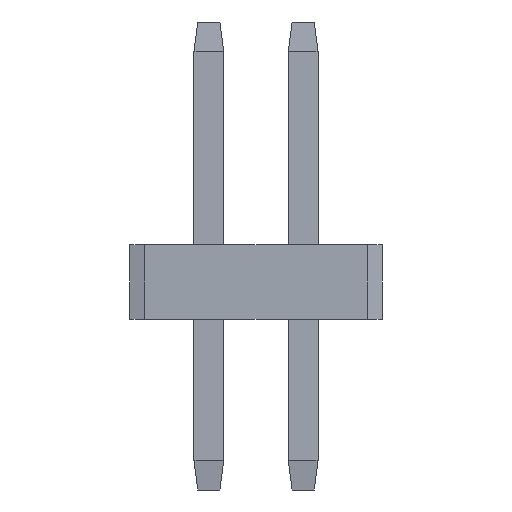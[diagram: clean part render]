
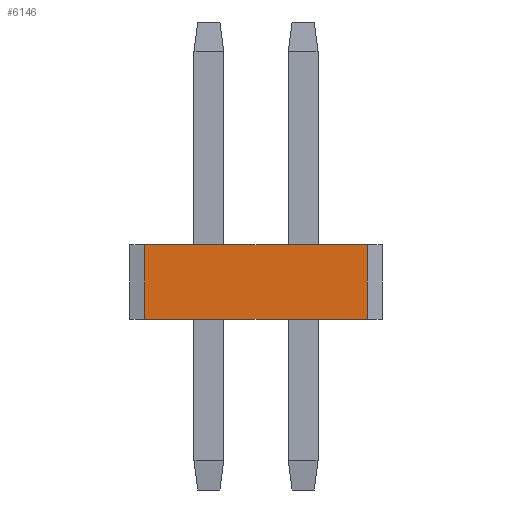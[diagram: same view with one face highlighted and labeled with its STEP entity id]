
A CAD part, left-side view. The second image highlights one B-rep face of the part: STEP entity #6146.
In plain terms, the highlighted planar face has unit normal (-1, 0, 0).
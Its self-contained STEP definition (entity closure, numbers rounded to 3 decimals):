
#537 = PLANE('',#538);
#538 = AXIS2_PLACEMENT_3D('',#539,#540,#541);
#539 = CARTESIAN_POINT('',(59.238,1.567,1.1));
#540 = DIRECTION('',(0.,0.,-1.));
#541 = DIRECTION('',(0.,1.,0.));
#2402 = VERTEX_POINT('',#2403);
#2403 = CARTESIAN_POINT('',(-3.175,1.5,1.1));
#2417 = PLANE('',#2418);
#2418 = AXIS2_PLACEMENT_3D('',#2419,#2420,#2421);
#2419 = CARTESIAN_POINT('',(-3.025,1.5,1.1));
#2420 = DIRECTION('',(0.,-1.,0.));
#2421 = DIRECTION('',(0.,0.,-1.));
#2429 = EDGE_CURVE('',#2430,#2402,#2432,.T.);
#2430 = VERTEX_POINT('',#2431);
#2431 = CARTESIAN_POINT('',(-3.175,-1.5,1.1));
#2432 = SURFACE_CURVE('',#2433,(#2437,#2444),.PCURVE_S1.);
#2433 = LINE('',#2434,#2435);
#2434 = CARTESIAN_POINT('',(-3.175,1.7,1.1));
#2435 = VECTOR('',#2436,1.);
#2436 = DIRECTION('',(0.,1.,0.));
#2437 = PCURVE('',#537,#2438);
#2438 = DEFINITIONAL_REPRESENTATION('',(#2439),#2443);
#2439 = LINE('',#2440,#2441);
#2440 = CARTESIAN_POINT('',(0.133,-62.413));
#2441 = VECTOR('',#2442,1.);
#2442 = DIRECTION('',(1.,0.));
#2443 = ( GEOMETRIC_REPRESENTATION_CONTEXT(2) 
PARAMETRIC_REPRESENTATION_CONTEXT() REPRESENTATION_CONTEXT('2D SPACE',''
  ) );
#2444 = PCURVE('',#2445,#2450);
#2445 = PLANE('',#2446);
#2446 = AXIS2_PLACEMENT_3D('',#2447,#2448,#2449);
#2447 = CARTESIAN_POINT('',(-3.175,1.7,1.1));
#2448 = DIRECTION('',(-1.,0.,0.));
#2449 = DIRECTION('',(0.,0.,1.));
#2450 = DEFINITIONAL_REPRESENTATION('',(#2451),#2455);
#2451 = LINE('',#2452,#2453);
#2452 = CARTESIAN_POINT('',(0.,0.));
#2453 = VECTOR('',#2454,1.);
#2454 = DIRECTION('',(0.,1.));
#2455 = ( GEOMETRIC_REPRESENTATION_CONTEXT(2) 
PARAMETRIC_REPRESENTATION_CONTEXT() REPRESENTATION_CONTEXT('2D SPACE',''
  ) );
#2473 = PLANE('',#2474);
#2474 = AXIS2_PLACEMENT_3D('',#2475,#2476,#2477);
#2475 = CARTESIAN_POINT('',(-3.025,-1.5,1.1));
#2476 = DIRECTION('',(0.,1.,0.));
#2477 = DIRECTION('',(0.,0.,1.));
#5014 = PLANE('',#5015);
#5015 = AXIS2_PLACEMENT_3D('',#5016,#5017,#5018);
#5016 = CARTESIAN_POINT('',(59.255,1.5,0.1));
#5017 = DIRECTION('',(0.,0.,-1.));
#5018 = DIRECTION('',(0.,1.,0.));
#6104 = VERTEX_POINT('',#6105);
#6105 = CARTESIAN_POINT('',(-3.175,1.5,0.1));
#6126 = EDGE_CURVE('',#2402,#6104,#6127,.T.);
#6127 = SURFACE_CURVE('',#6128,(#6132,#6139),.PCURVE_S1.);
#6128 = LINE('',#6129,#6130);
#6129 = CARTESIAN_POINT('',(-3.175,1.5,1.1));
#6130 = VECTOR('',#6131,1.);
#6131 = DIRECTION('',(0.,0.,-1.));
#6132 = PCURVE('',#2417,#6133);
#6133 = DEFINITIONAL_REPRESENTATION('',(#6134),#6138);
#6134 = LINE('',#6135,#6136);
#6135 = CARTESIAN_POINT('',(0.,-0.15));
#6136 = VECTOR('',#6137,1.);
#6137 = DIRECTION('',(1.,0.));
#6138 = ( GEOMETRIC_REPRESENTATION_CONTEXT(2) 
PARAMETRIC_REPRESENTATION_CONTEXT() REPRESENTATION_CONTEXT('2D SPACE',''
  ) );
#6139 = PCURVE('',#2445,#6140);
#6140 = DEFINITIONAL_REPRESENTATION('',(#6141),#6145);
#6141 = LINE('',#6142,#6143);
#6142 = CARTESIAN_POINT('',(0.,-0.2));
#6143 = VECTOR('',#6144,1.);
#6144 = DIRECTION('',(-1.,0.));
#6145 = ( GEOMETRIC_REPRESENTATION_CONTEXT(2) 
PARAMETRIC_REPRESENTATION_CONTEXT() REPRESENTATION_CONTEXT('2D SPACE',''
  ) );
#6146 = ADVANCED_FACE('',(#6147),#2445,.T.);
#6147 = FACE_BOUND('',#6148,.T.);
#6148 = EDGE_LOOP('',(#6149,#6172,#6173,#6174));
#6149 = ORIENTED_EDGE('',*,*,#6150,.T.);
#6150 = EDGE_CURVE('',#6151,#2430,#6153,.T.);
#6151 = VERTEX_POINT('',#6152);
#6152 = CARTESIAN_POINT('',(-3.175,-1.5,0.1));
#6153 = SURFACE_CURVE('',#6154,(#6158,#6165),.PCURVE_S1.);
#6154 = LINE('',#6155,#6156);
#6155 = CARTESIAN_POINT('',(-3.175,-1.5,1.1));
#6156 = VECTOR('',#6157,1.);
#6157 = DIRECTION('',(0.,0.,1.));
#6158 = PCURVE('',#2445,#6159);
#6159 = DEFINITIONAL_REPRESENTATION('',(#6160),#6164);
#6160 = LINE('',#6161,#6162);
#6161 = CARTESIAN_POINT('',(0.,-3.2));
#6162 = VECTOR('',#6163,1.);
#6163 = DIRECTION('',(1.,0.));
#6164 = ( GEOMETRIC_REPRESENTATION_CONTEXT(2) 
PARAMETRIC_REPRESENTATION_CONTEXT() REPRESENTATION_CONTEXT('2D SPACE',''
  ) );
#6165 = PCURVE('',#2473,#6166);
#6166 = DEFINITIONAL_REPRESENTATION('',(#6167),#6171);
#6167 = LINE('',#6168,#6169);
#6168 = CARTESIAN_POINT('',(0.,-0.15));
#6169 = VECTOR('',#6170,1.);
#6170 = DIRECTION('',(1.,0.));
#6171 = ( GEOMETRIC_REPRESENTATION_CONTEXT(2) 
PARAMETRIC_REPRESENTATION_CONTEXT() REPRESENTATION_CONTEXT('2D SPACE',''
  ) );
#6172 = ORIENTED_EDGE('',*,*,#2429,.T.);
#6173 = ORIENTED_EDGE('',*,*,#6126,.T.);
#6174 = ORIENTED_EDGE('',*,*,#6175,.F.);
#6175 = EDGE_CURVE('',#6151,#6104,#6176,.T.);
#6176 = SURFACE_CURVE('',#6177,(#6181,#6188),.PCURVE_S1.);
#6177 = LINE('',#6178,#6179);
#6178 = CARTESIAN_POINT('',(-3.175,1.5,0.1));
#6179 = VECTOR('',#6180,1.);
#6180 = DIRECTION('',(0.,1.,0.));
#6181 = PCURVE('',#2445,#6182);
#6182 = DEFINITIONAL_REPRESENTATION('',(#6183),#6187);
#6183 = LINE('',#6184,#6185);
#6184 = CARTESIAN_POINT('',(-1.,-0.2));
#6185 = VECTOR('',#6186,1.);
#6186 = DIRECTION('',(0.,1.));
#6187 = ( GEOMETRIC_REPRESENTATION_CONTEXT(2) 
PARAMETRIC_REPRESENTATION_CONTEXT() REPRESENTATION_CONTEXT('2D SPACE',''
  ) );
#6188 = PCURVE('',#5014,#6189);
#6189 = DEFINITIONAL_REPRESENTATION('',(#6190),#6194);
#6190 = LINE('',#6191,#6192);
#6191 = CARTESIAN_POINT('',(0.,-62.43));
#6192 = VECTOR('',#6193,1.);
#6193 = DIRECTION('',(1.,0.));
#6194 = ( GEOMETRIC_REPRESENTATION_CONTEXT(2) 
PARAMETRIC_REPRESENTATION_CONTEXT() REPRESENTATION_CONTEXT('2D SPACE',''
  ) );
